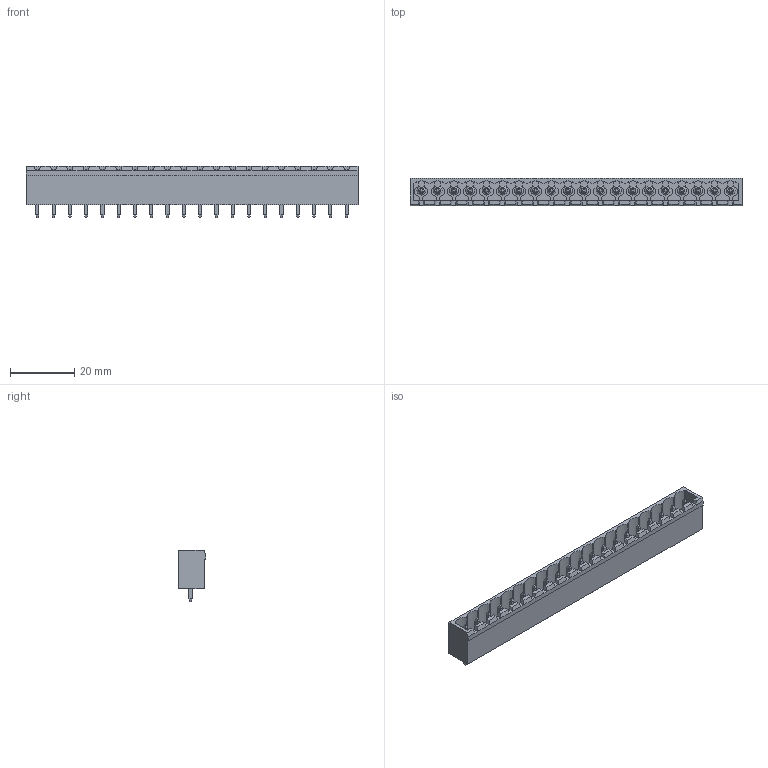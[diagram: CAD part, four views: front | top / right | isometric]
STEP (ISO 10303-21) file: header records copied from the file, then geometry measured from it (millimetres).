
FILE_DESCRIPTION( ( 'Unknown' ), '1' );
FILE_NAME( '691311500120.stp', 'Unknown', ( 'Unknown' ), ( 'Unknown' ), 'PSStep 15.0.49', 'Unknown', ' ' );
FILE_SCHEMA( ( 'AUTOMOTIVE_DESIGN { 1 0 10303 214 1 1 1 1 }' ) );
Length unit declared in the file: millimetre
Products named in the file (3): Assem1; 6913115001xx_PIN; 691311500120
Assembly tree (21 placements, depth 2):
  Assem1
    6913115001xx_PIN  x20
    691311500120
Bounding box: 103.6 x 8.5 x 16 mm (x, y, z)
Volume: 4190.8 mm3; surface area: 9389.1 mm2
Topology: 21 solids, 21 shells, 955 faces, 2539 edges, 1626 vertices
Faces by surface type: plane 895, cylinder 40, torus 20
Full cylindrical faces by diameter (mm): 2.75 x20
Entity records: 27775 total; most frequent: CARTESIAN_POINT 3960, ORIENTED_EDGE 3894, DIRECTION 3509, EDGE_CURVE 1947, LINE 1807, VECTOR 1807, VERTEX_POINT 1302, AXIS2_PLACEMENT_3D 851
